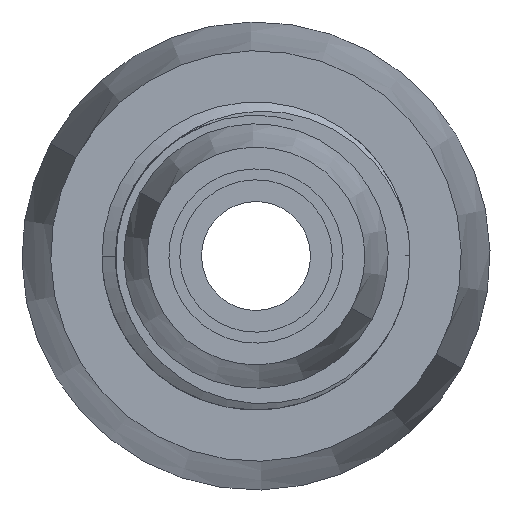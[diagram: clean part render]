
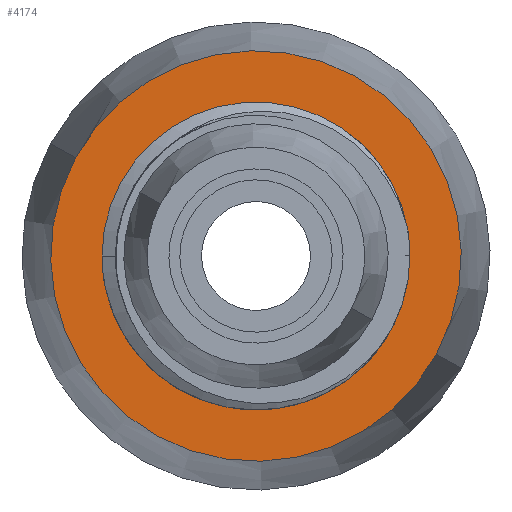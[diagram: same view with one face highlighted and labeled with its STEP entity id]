
A CAD part, left-side view. The second image highlights one B-rep face of the part: STEP entity #4174.
In plain terms, the highlighted planar face has unit normal (-1, 0, 0).
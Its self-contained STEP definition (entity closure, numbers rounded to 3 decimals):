
#1341=CARTESIAN_POINT('Control Point',(34.1,17.675,-3.406)) ;
#1342=CARTESIAN_POINT('Control Point',(34.1,17.902,-2.286)) ;
#1343=CARTESIAN_POINT('Control Point',(34.1,18.022,-1.144)) ;
#1344=CARTESIAN_POINT('Control Point',(34.1,18.032,0.)) ;
#1345=CARTESIAN_POINT('Vertex',(34.1,17.675,-3.406)) ;
#1347=CARTESIAN_POINT('Vertex',(34.1,18.032,0.)) ;
#1600=CARTESIAN_POINT('Control Point',(34.1,16.681,7.026)) ;
#1601=CARTESIAN_POINT('Control Point',(34.1,17.365,5.359)) ;
#1602=CARTESIAN_POINT('Control Point',(34.1,17.827,3.603)) ;
#1603=CARTESIAN_POINT('Control Point',(34.1,18.049,1.8)) ;
#1604=CARTESIAN_POINT('Control Point',(34.1,18.032,0.)) ;
#1605=CARTESIAN_POINT('Vertex',(34.1,16.681,7.026)) ;
#1791=CARTESIAN_POINT('Vertex',(34.1,-14.084,13.917)) ;
#1795=CARTESIAN_POINT('Control Point',(34.1,-14.084,13.917)) ;
#1796=CARTESIAN_POINT('Control Point',(34.1,-11.526,16.289)) ;
#1797=CARTESIAN_POINT('Control Point',(34.1,-8.456,18.086)) ;
#1798=CARTESIAN_POINT('Control Point',(34.1,-5.04,19.157)) ;
#1799=CARTESIAN_POINT('Control Point',(34.1,2.632,19.747)) ;
#1800=CARTESIAN_POINT('Control Point',(34.1,9.685,16.723)) ;
#1801=CARTESIAN_POINT('Control Point',(34.1,12.951,14.087)) ;
#1802=CARTESIAN_POINT('Control Point',(34.1,15.325,10.731)) ;
#1803=CARTESIAN_POINT('Control Point',(34.1,16.681,7.026)) ;
#1914=CARTESIAN_POINT('Vertex',(34.1,-19.8,0.)) ;
#1918=CARTESIAN_POINT('Control Point',(34.1,-19.8,0.)) ;
#1919=CARTESIAN_POINT('Control Point',(34.1,-19.8,3.859)) ;
#1920=CARTESIAN_POINT('Control Point',(34.1,-18.796,7.722)) ;
#1921=CARTESIAN_POINT('Control Point',(34.1,-16.796,11.173)) ;
#1922=CARTESIAN_POINT('Control Point',(34.1,-14.084,13.917)) ;
#1991=CARTESIAN_POINT('Vertex',(34.1,7.026,-16.681)) ;
#2014=CARTESIAN_POINT('Vertex',(34.1,15.026,-9.911)) ;
#2018=CARTESIAN_POINT('Control Point',(34.1,7.026,-16.681)) ;
#2019=CARTESIAN_POINT('Control Point',(34.1,9.47,-15.624)) ;
#2020=CARTESIAN_POINT('Control Point',(34.1,11.705,-14.088)) ;
#2021=CARTESIAN_POINT('Control Point',(34.1,13.586,-12.14)) ;
#2022=CARTESIAN_POINT('Control Point',(34.1,15.026,-9.911)) ;
#2058=CARTESIAN_POINT('Vertex',(34.1,-19.8,-0.118)) ;
#2062=CARTESIAN_POINT('Control Point',(34.1,-19.8,0.)) ;
#2063=CARTESIAN_POINT('Control Point',(34.1,-19.8,-0.039)) ;
#2064=CARTESIAN_POINT('Control Point',(34.1,-19.8,-0.079)) ;
#2065=CARTESIAN_POINT('Control Point',(34.1,-19.8,-0.118)) ;
#2093=CARTESIAN_POINT('Control Point',(34.1,-19.8,-0.118)) ;
#2094=CARTESIAN_POINT('Control Point',(34.1,-19.626,-3.606)) ;
#2095=CARTESIAN_POINT('Control Point',(34.1,-18.684,-7.04)) ;
#2096=CARTESIAN_POINT('Control Point',(34.1,-16.989,-10.187)) ;
#2097=CARTESIAN_POINT('Control Point',(34.1,-11.921,-15.958)) ;
#2098=CARTESIAN_POINT('Control Point',(34.1,-4.766,-18.728)) ;
#2099=CARTESIAN_POINT('Control Point',(34.1,-0.587,-19.13)) ;
#2100=CARTESIAN_POINT('Control Point',(34.1,3.465,-18.386)) ;
#2101=CARTESIAN_POINT('Control Point',(34.1,7.026,-16.681)) ;
#4086=CARTESIAN_POINT('Axis2P3D Location',(34.1,0.,0.)) ;
#4141=CARTESIAN_POINT('Axis2P3D Location',(34.1,18.,0.)) ;
#4146=CARTESIAN_POINT('Axis2P3D Location',(34.1,0.,0.)) ;
#4150=CARTESIAN_POINT('Vertex',(34.1,23.168,12.657)) ;
#4152=CARTESIAN_POINT('Vertex',(34.1,-23.168,-12.657)) ;
#4155=CARTESIAN_POINT('Axis2P3D Location',(34.1,0.,0.)) ;
#4087=DIRECTION('Axis2P3D Direction',(1.,0.,0.)) ;
#4142=DIRECTION('Axis2P3D Direction',(1.,0.,0.)) ;
#4143=DIRECTION('Axis2P3D XDirection',(0.,1.,0.)) ;
#4147=DIRECTION('Axis2P3D Direction',(1.,0.,0.)) ;
#4156=DIRECTION('Axis2P3D Direction',(1.,0.,0.)) ;
#4088=AXIS2_PLACEMENT_3D('Circle Axis2P3D',#4086,#4087,$) ;
#4144=AXIS2_PLACEMENT_3D('Plane Axis2P3D',#4141,#4142,#4143) ;
#4148=AXIS2_PLACEMENT_3D('Circle Axis2P3D',#4146,#4147,$) ;
#4157=AXIS2_PLACEMENT_3D('Circle Axis2P3D',#4155,#4156,$) ;
#4161=ORIENTED_EDGE('',*,*,#4154,.F.) ;
#4162=ORIENTED_EDGE('',*,*,#4159,.F.) ;
#4165=ORIENTED_EDGE('',*,*,#4090,.T.) ;
#4166=ORIENTED_EDGE('',*,*,#1349,.T.) ;
#4167=ORIENTED_EDGE('',*,*,#1607,.F.) ;
#4168=ORIENTED_EDGE('',*,*,#1804,.F.) ;
#4169=ORIENTED_EDGE('',*,*,#1923,.F.) ;
#4170=ORIENTED_EDGE('',*,*,#2066,.T.) ;
#4171=ORIENTED_EDGE('',*,*,#2102,.T.) ;
#4172=ORIENTED_EDGE('',*,*,#2023,.T.) ;
#4173=FACE_BOUND('',#4164,.T.) ;
#4174=ADVANCED_FACE('Corps principal',(#4163,#4173),#4145,.F.) ;
#1340=B_SPLINE_CURVE_WITH_KNOTS('',3,(#1341,#1342,#1343,#1344),.UNSPECIFIED.,.F.,.U.,(4,4),(0.,4.939),.UNSPECIFIED.) ;
#1599=B_SPLINE_CURVE_WITH_KNOTS('',4,(#1600,#1601,#1602,#1603,#1604),.UNSPECIFIED.,.F.,.U.,(5,5),(0.,10.361),.UNSPECIFIED.) ;
#1794=B_SPLINE_CURVE_WITH_KNOTS('',5,(#1795,#1796,#1797,#1798,#1799,#1800,#1801,#1802,#1803),.UNSPECIFIED.,.F.,.U.,(6,3,6),(0.,23.981,52.357),.UNSPECIFIED.) ;
#1917=B_SPLINE_CURVE_WITH_KNOTS('',4,(#1918,#1919,#1920,#1921,#1922),.UNSPECIFIED.,.F.,.U.,(5,5),(0.,21.215),.UNSPECIFIED.) ;
#2017=B_SPLINE_CURVE_WITH_KNOTS('',4,(#2018,#2019,#2020,#2021,#2022),.UNSPECIFIED.,.F.,.U.,(5,5),(0.,15.3),.UNSPECIFIED.) ;
#2061=B_SPLINE_CURVE_WITH_KNOTS('',3,(#2062,#2063,#2064,#2065),.UNSPECIFIED.,.F.,.U.,(4,4),(0.,0.163),.UNSPECIFIED.) ;
#2092=B_SPLINE_CURVE_WITH_KNOTS('',5,(#2093,#2094,#2095,#2096,#2097,#2098,#2099,#2100,#2101),.UNSPECIFIED.,.F.,.U.,(6,3,6),(0.,23.998,52.359),.UNSPECIFIED.) ;
#4089=CIRCLE('generated circle',#4088,18.) ;
#4149=CIRCLE('generated circle',#4148,26.4) ;
#4158=CIRCLE('generated circle',#4157,26.4) ;
#1349=EDGE_CURVE('',#1346,#1348,#1340,.T.) ;
#1607=EDGE_CURVE('',#1606,#1348,#1599,.T.) ;
#1804=EDGE_CURVE('',#1792,#1606,#1794,.T.) ;
#1923=EDGE_CURVE('',#1915,#1792,#1917,.T.) ;
#2023=EDGE_CURVE('',#1992,#2015,#2017,.T.) ;
#2066=EDGE_CURVE('',#1915,#2059,#2061,.T.) ;
#2102=EDGE_CURVE('',#2059,#1992,#2092,.T.) ;
#4090=EDGE_CURVE('',#2015,#1346,#4089,.T.) ;
#4154=EDGE_CURVE('',#4151,#4153,#4149,.T.) ;
#4159=EDGE_CURVE('',#4153,#4151,#4158,.T.) ;
#4160=EDGE_LOOP('',(#4161,#4162)) ;
#4164=EDGE_LOOP('',(#4165,#4166,#4167,#4168,#4169,#4170,#4171,#4172)) ;
#4163=FACE_OUTER_BOUND('',#4160,.T.) ;
#4145=PLANE('',#4144) ;
#1346=VERTEX_POINT('',#1345) ;
#1348=VERTEX_POINT('',#1347) ;
#1606=VERTEX_POINT('',#1605) ;
#1792=VERTEX_POINT('',#1791) ;
#1915=VERTEX_POINT('',#1914) ;
#1992=VERTEX_POINT('',#1991) ;
#2015=VERTEX_POINT('',#2014) ;
#2059=VERTEX_POINT('',#2058) ;
#4151=VERTEX_POINT('',#4150) ;
#4153=VERTEX_POINT('',#4152) ;
